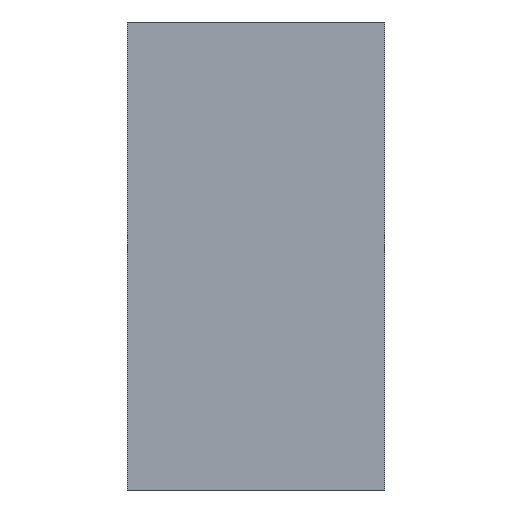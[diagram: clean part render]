
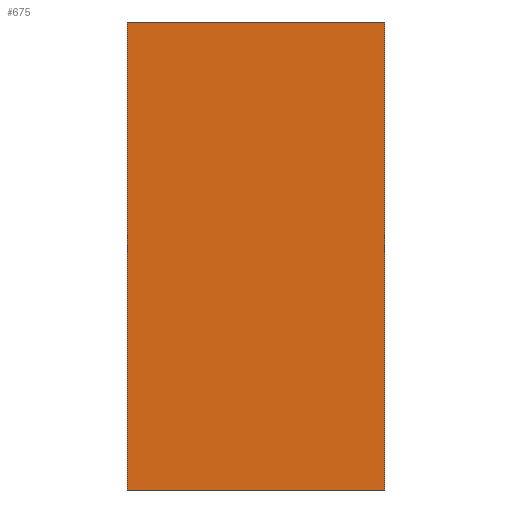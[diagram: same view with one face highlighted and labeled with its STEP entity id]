
A CAD part, left-side view. The second image highlights one B-rep face of the part: STEP entity #675.
In plain terms, the highlighted planar face has unit normal (-1, 0, 0).
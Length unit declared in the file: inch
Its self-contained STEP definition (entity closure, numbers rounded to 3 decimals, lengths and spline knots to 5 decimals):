
#537=CARTESIAN_POINT('',(-1.0,-0.6875,-2.5));
#538=VERTEX_POINT('',#537);
#545=CARTESIAN_POINT('',(-1.0,0.6875,-2.5));
#546=VERTEX_POINT('',#545);
#547=CARTESIAN_POINT('',(-1.0,0.6875,-2.5));
#548=DIRECTION('',(0.0,-1.0,0.0));
#549=VECTOR('',#548,1.375);
#550=LINE('',#547,#549);
#551=EDGE_CURVE('',#546,#538,#550,.T.);
#614=CARTESIAN_POINT('',(-1.0,0.6875,0.0));
#615=VERTEX_POINT('',#614);
#616=CARTESIAN_POINT('',(-1.0,0.6875,0.0));
#617=DIRECTION('',(0.0,0.0,-1.0));
#618=VECTOR('',#617,2.5);
#619=LINE('',#616,#618);
#620=EDGE_CURVE('',#615,#546,#619,.T.);
#652=CARTESIAN_POINT('',(-1.0,0.6875,0.0));
#653=DIRECTION('',(-1.0,0.0,0.0));
#654=DIRECTION('',(0.0,0.0,1.0));
#655=AXIS2_PLACEMENT_3D('',#652,#653,#654);
#656=PLANE('',#655);
#657=ORIENTED_EDGE('',*,*,#551,.T.);
#658=CARTESIAN_POINT('',(-1.0,-0.6875,0.0));
#659=VERTEX_POINT('',#658);
#660=CARTESIAN_POINT('',(-1.0,-0.6875,0.0));
#661=DIRECTION('',(0.0,0.0,-1.0));
#662=VECTOR('',#661,2.5);
#663=LINE('',#660,#662);
#664=EDGE_CURVE('',#659,#538,#663,.T.);
#665=ORIENTED_EDGE('',*,*,#664,.F.);
#666=CARTESIAN_POINT('',(-1.0,-0.6875,0.0));
#667=DIRECTION('',(0.0,1.0,0.0));
#668=VECTOR('',#667,1.375);
#669=LINE('',#666,#668);
#670=EDGE_CURVE('',#659,#615,#669,.T.);
#671=ORIENTED_EDGE('',*,*,#670,.T.);
#672=ORIENTED_EDGE('',*,*,#620,.T.);
#673=EDGE_LOOP('',(#657,#665,#671,#672));
#674=FACE_OUTER_BOUND('',#673,.T.);
#675=ADVANCED_FACE('',(#674),#656,.T.);
